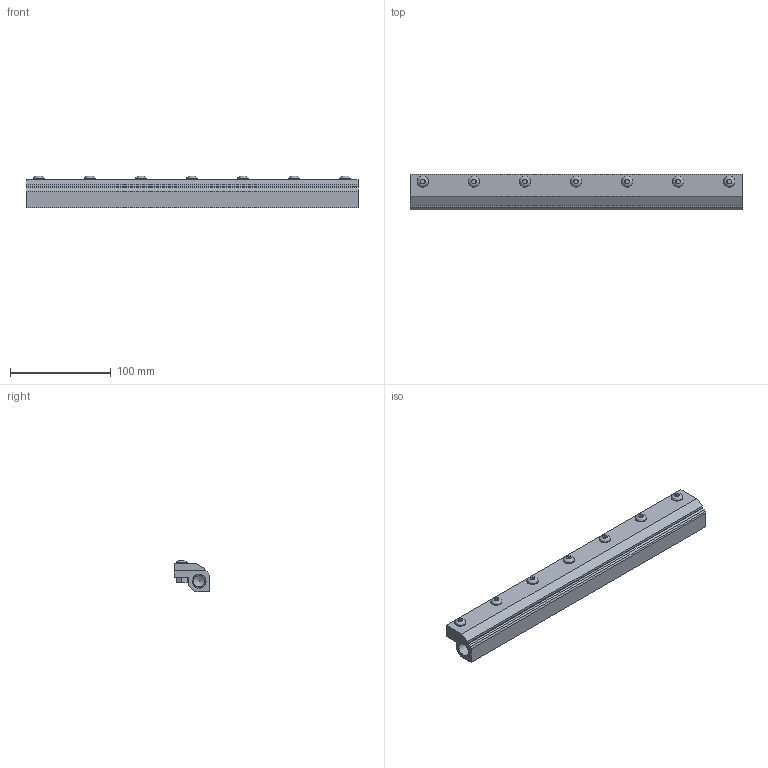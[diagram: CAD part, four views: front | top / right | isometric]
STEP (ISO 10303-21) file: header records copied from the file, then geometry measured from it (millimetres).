
FILE_DESCRIPTION((''),'2;1');
FILE_NAME('2012-3D.stp','2010-04-29T08:56:18',('michael witt'),(''),'Autodesk Inventor 2010','Autodesk Inventor 2010','');
FILE_SCHEMA(('AUTOMOTIVE_DESIGN { 1 0 10303 214 1 1 1 1 }'));
Length unit declared in the file: inch
Products named in the file (17): Assembly1; Part2; Part4; Part6; Part8; Part10; Part12; Part14; Part16; Part18; Part20; Part22; Part24; Part26; Part28; Part30; Part32
Assembly tree (16 placements, depth 2):
  Assembly1
    Part2
    Part4
    Part6
    Part8
    Part10
    Part12
    Part14
    Part16
    Part18
    Part20
    Part22
    Part24
    Part26
    Part28
    Part30
    Part32
Bounding box: 330.2 x 34.92 x 31.13 mm (x, y, z)
Volume: 227496.4 mm3; surface area: 69887.8 mm2
Topology: 16 solids, 16 shells, 203 faces, 464 edges, 309 vertices
Faces by surface type: bspline 102, plane 76, cylinder 23, cone 2
Full cylindrical faces by diameter (mm): 6.35 x7, 6.756 x14, 11.112 x1
Entity records: 6468 total; most frequent: CARTESIAN_POINT 1849, ORIENTED_EDGE 784, DIRECTION 754, EDGE_CURVE 392, EDGE_LOOP 316, VECTOR 298, LINE 298, VERTEX_POINT 292
